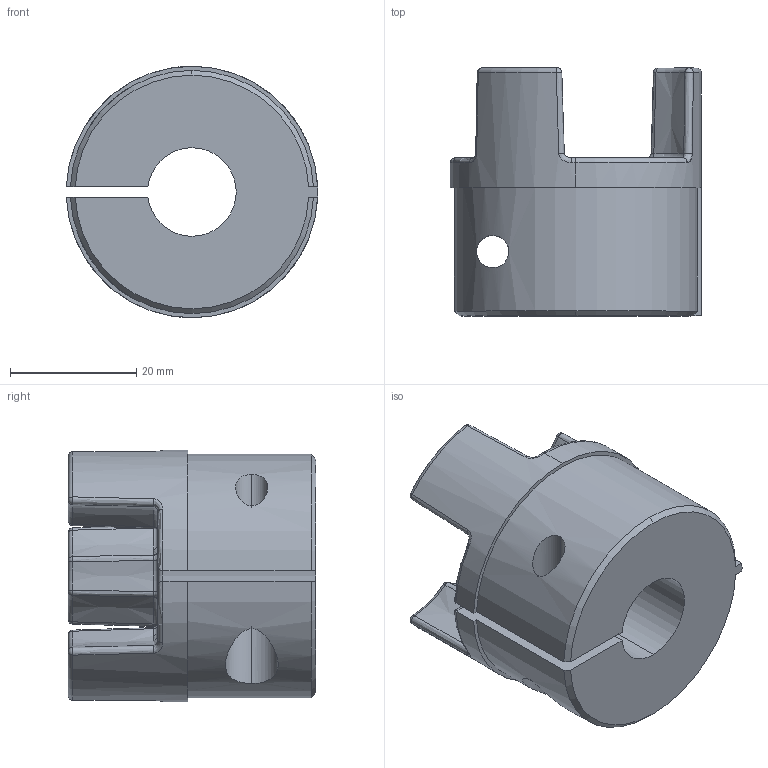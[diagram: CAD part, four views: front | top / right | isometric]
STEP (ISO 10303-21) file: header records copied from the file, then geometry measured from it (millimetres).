
FILE_DESCRIPTION (( 'STEP AP214' ), '1' );
FILE_NAME ('DC-JAC40-14M.STEP', '2015-12-01T20:08:51', ( '' ), ( '' ), 'SwSTEP 2.0', 'SolidWorks 2015', '' );
FILE_SCHEMA (( 'AUTOMOTIVE_DESIGN' ));
Length unit declared in the file: millimetre
Products named in the file (1): DC-JAC40-14M
Bounding box: 39.76 x 39.22 x 39.78 mm (x, y, z)
Volume: 27964.4 mm3; surface area: 8718.6 mm2
Topology: 1 solids, 1 shells, 107 faces, 257 edges, 141 vertices
Faces by surface type: torus 30, bspline 24, cylinder 17, cone 12, plane 12, sphere 12
Entity records: 3892 total; most frequent: CARTESIAN_POINT 1549, DIRECTION 502, ORIENTED_EDGE 490, EDGE_CURVE 245, AXIS2_PLACEMENT_3D 234, CIRCLE 150, VERTEX_POINT 141, EDGE_LOOP 112
